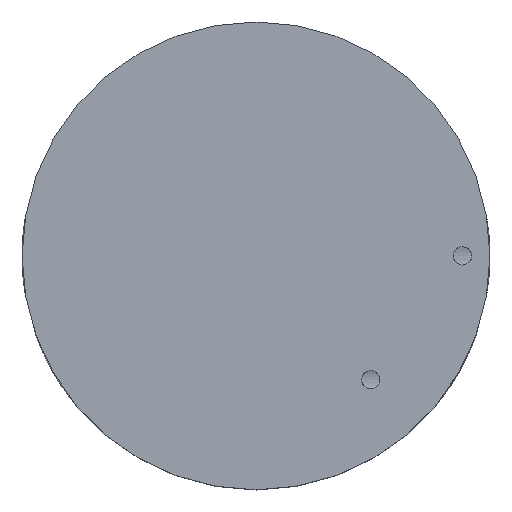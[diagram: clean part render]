
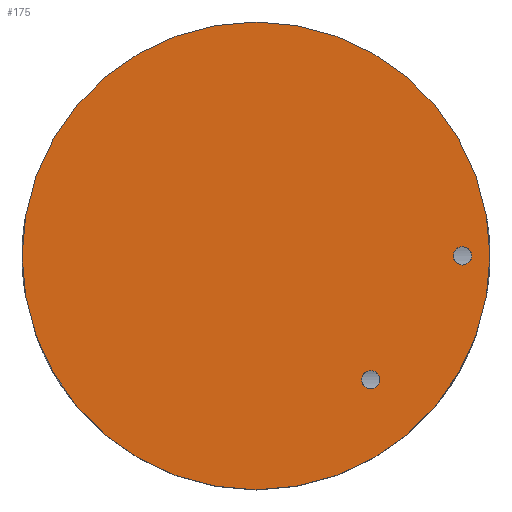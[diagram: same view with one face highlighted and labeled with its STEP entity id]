
A CAD part, top view. The second image highlights one B-rep face of the part: STEP entity #175.
In plain terms, the highlighted planar face has unit normal (0, 0, 1).
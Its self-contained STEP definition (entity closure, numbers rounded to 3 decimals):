
#21=PLANE('',#189);
#37=ORIENTED_EDGE('',*,*,#58,.F.);
#38=ORIENTED_EDGE('',*,*,#59,.F.);
#39=ORIENTED_EDGE('',*,*,#51,.F.);
#51=EDGE_CURVE('',#62,#62,#73,.T.);
#58=EDGE_CURVE('',#69,#69,#75,.T.);
#59=EDGE_CURVE('',#70,#70,#76,.T.);
#62=VERTEX_POINT('',#223);
#69=VERTEX_POINT('',#313);
#70=VERTEX_POINT('',#315);
#73=CIRCLE('',#186,51.);
#75=CIRCLE('',#190,2.);
#76=CIRCLE('',#191,2.);
#84=EDGE_LOOP('',(#37));
#85=EDGE_LOOP('',(#38));
#86=EDGE_LOOP('',(#39));
#104=FACE_BOUND('',#84,.T.);
#105=FACE_BOUND('',#85,.T.);
#106=FACE_BOUND('',#86,.T.);
#175=ADVANCED_FACE('',(#104,#105,#106),#21,.F.);
#186=AXIS2_PLACEMENT_3D('',#222,#200,#201);
#189=AXIS2_PLACEMENT_3D('',#311,#206,#207);
#190=AXIS2_PLACEMENT_3D('',#312,#208,#209);
#191=AXIS2_PLACEMENT_3D('',#314,#210,#211);
#200=DIRECTION('',(0.,0.,-1.));
#201=DIRECTION('',(-1.,0.,0.));
#206=DIRECTION('',(0.,0.,-1.));
#207=DIRECTION('',(-1.,0.,0.));
#208=DIRECTION('',(0.,0.,1.));
#209=DIRECTION('',(1.,0.,0.));
#210=DIRECTION('',(0.,0.,1.));
#211=DIRECTION('',(1.,0.,0.));
#222=CARTESIAN_POINT('',(0.,0.,24.));
#223=CARTESIAN_POINT('',(-51.,0.,24.));
#311=CARTESIAN_POINT('',(0.,0.,24.));
#312=CARTESIAN_POINT('',(25.,-27.,24.));
#313=CARTESIAN_POINT('',(27.,-27.,24.));
#314=CARTESIAN_POINT('',(45.,0.,24.));
#315=CARTESIAN_POINT('',(47.,0.,24.));
